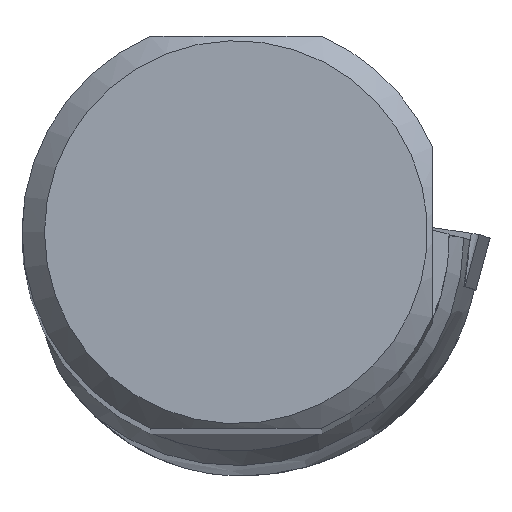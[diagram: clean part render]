
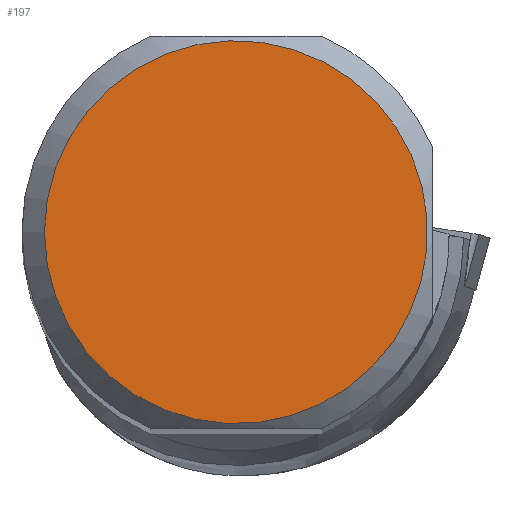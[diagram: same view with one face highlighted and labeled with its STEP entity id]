
A CAD part, top view. The second image highlights one B-rep face of the part: STEP entity #197.
In plain terms, the highlighted planar face has unit normal (0, 0, 1).
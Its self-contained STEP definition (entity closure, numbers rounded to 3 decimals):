
#154=FACE_OUTER_BOUND('',#393,.T.);
#197=ADVANCED_FACE('CU_SU_BP3',(#154),#226,.T.);
#226=PLANE('',#1023);
#393=EDGE_LOOP('',(#560));
#560=ORIENTED_EDGE('',*,*,#814,.F.);
#712=VERTEX_POINT('',#1695);
#814=EDGE_CURVE('',#712,#712,#860,.T.);
#860=CIRCLE('',#1021,17.039);
#1021=AXIS2_PLACEMENT_3D('',#1694,#1218,#1219);
#1023=AXIS2_PLACEMENT_3D('',#1697,#1222,#1223);
#1218=DIRECTION('',(0.,0.,-1.));
#1219=DIRECTION('',(-1.,0.,0.));
#1222=DIRECTION('',(0.,0.,1.));
#1223=DIRECTION('',(-1.,0.,0.));
#1694=CARTESIAN_POINT('',(0.,0.,0.));
#1695=CARTESIAN_POINT('',(-17.039,0.,0.));
#1697=CARTESIAN_POINT('',(0.,0.,0.));
